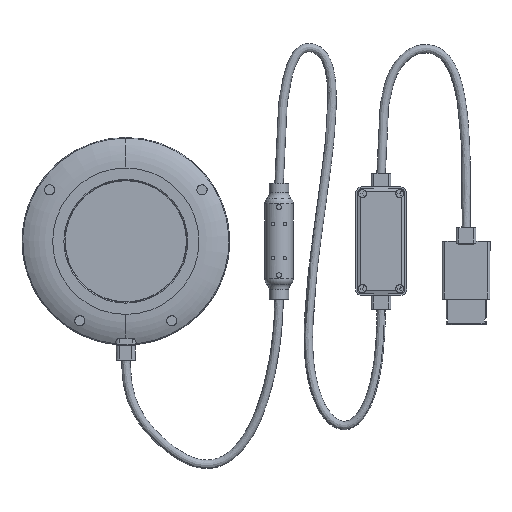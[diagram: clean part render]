
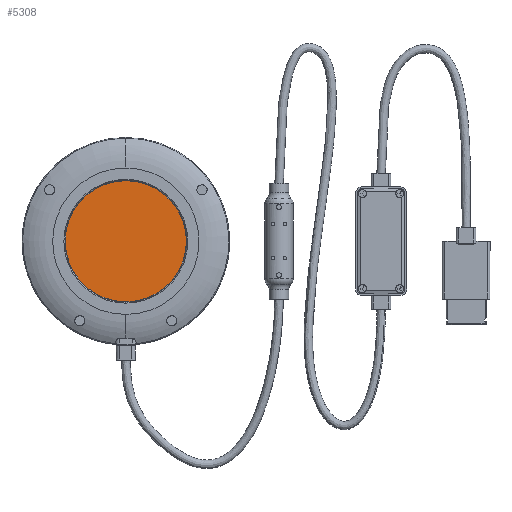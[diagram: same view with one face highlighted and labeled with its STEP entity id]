
A CAD part, front view. The second image highlights one B-rep face of the part: STEP entity #5308.
In plain terms, the highlighted planar face has unit normal (0, -1, 0).
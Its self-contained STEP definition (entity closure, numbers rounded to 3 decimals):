
#835 = DIRECTION ( 'NONE',  ( 0., 1., 0. ) ) ;
#972 = CARTESIAN_POINT ( 'NONE',  ( 0., 0., -17.8 ) ) ;
#1336 = AXIS2_PLACEMENT_3D ( 'NONE', #14245, #5675, #14323 ) ;
#1402 = EDGE_LOOP ( 'NONE', ( #2226, #19924 ) ) ;
#1569 = CARTESIAN_POINT ( 'NONE',  ( 0., 0., 17.8 ) ) ;
#2226 = ORIENTED_EDGE ( 'NONE', *, *, #14404, .F. ) ;
#2325 = DIRECTION ( 'NONE',  ( 0., 0., 1. ) ) ;
#5308 = ADVANCED_FACE ( 'NONE', ( #7456 ), #21788, .F. ) ;
#5675 = DIRECTION ( 'NONE',  ( 0., 1., 0. ) ) ;
#6946 = DIRECTION ( 'NONE',  ( 0., 0., 1. ) ) ;
#7456 = FACE_OUTER_BOUND ( 'NONE', #1402, .T. ) ;
#7620 = CARTESIAN_POINT ( 'NONE',  ( 0., 0., 0. ) ) ;
#9175 = CIRCLE ( 'NONE', #1336, 17.8 ) ;
#9260 = CIRCLE ( 'NONE', #21669, 17.8 ) ;
#12156 = DIRECTION ( 'NONE',  ( 0., 1., 0. ) ) ;
#14245 = CARTESIAN_POINT ( 'NONE',  ( 0., 0., 0. ) ) ;
#14323 = DIRECTION ( 'NONE',  ( 0., 0., 1. ) ) ;
#14404 = EDGE_CURVE ( 'NONE', #20822, #17036, #9175, .T. ) ;
#17036 = VERTEX_POINT ( 'NONE', #972 ) ;
#19924 = ORIENTED_EDGE ( 'NONE', *, *, #21372, .F. ) ;
#20822 = VERTEX_POINT ( 'NONE', #1569 ) ;
#21372 = EDGE_CURVE ( 'NONE', #17036, #20822, #9260, .T. ) ;
#21465 = AXIS2_PLACEMENT_3D ( 'NONE', #7620, #835, #2325 ) ;
#21669 = AXIS2_PLACEMENT_3D ( 'NONE', #22426, #12156, #6946 ) ;
#21788 = PLANE ( 'NONE',  #21465 ) ;
#22426 = CARTESIAN_POINT ( 'NONE',  ( 0., 0., 0. ) ) ;
